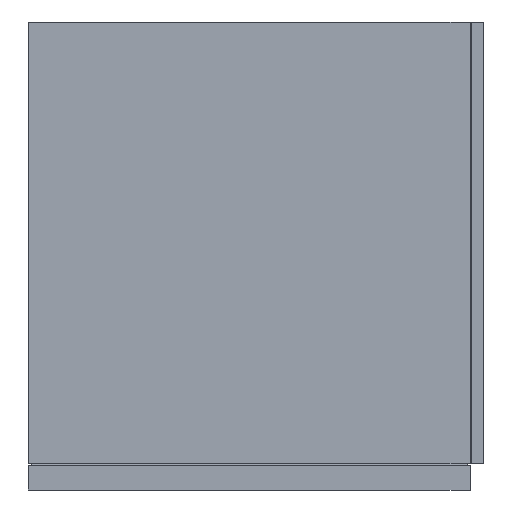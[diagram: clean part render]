
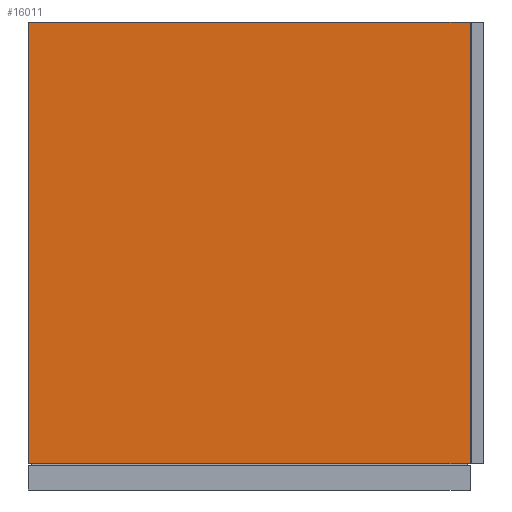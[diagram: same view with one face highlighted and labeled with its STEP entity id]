
A CAD part, left-side view. The second image highlights one B-rep face of the part: STEP entity #16011.
In plain terms, the highlighted face is planar.
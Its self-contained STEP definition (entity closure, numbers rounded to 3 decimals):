
#752 = VECTOR ( 'NONE', #5324, 1000. ) ;
#769 = LINE ( 'NONE', #5323, #752 ) ;
#782 = LINE ( 'NONE', #2038, #784 ) ;
#784 = VECTOR ( 'NONE', #2039, 1000. ) ;
#1692 = DIRECTION ( 'NONE',  ( -1., 0., 0. ) ) ;
#1825 = VERTEX_POINT ( 'NONE', #17776 ) ;
#1829 = VERTEX_POINT ( 'NONE', #17783 ) ;
#1830 = VERTEX_POINT ( 'NONE', #17785 ) ;
#1831 = VERTEX_POINT ( 'NONE', #17786 ) ;
#2038 = CARTESIAN_POINT ( 'NONE',  ( 0., 101.6, 0. ) ) ;
#2039 = DIRECTION ( 'NONE',  ( 0., -1., 0. ) ) ;
#4752 = CARTESIAN_POINT ( 'NONE',  ( 203.2, 101.6, 0. ) ) ;
#4753 = DIRECTION ( 'NONE',  ( 0., -1., 0. ) ) ;
#4816 = CARTESIAN_POINT ( 'NONE',  ( 101.6, 203.2, 0. ) ) ;
#5323 = CARTESIAN_POINT ( 'NONE',  ( 101.6, 0., 0. ) ) ;
#5324 = DIRECTION ( 'NONE',  ( -1., 0., 0. ) ) ;
#5687 = FACE_OUTER_BOUND ( 'NONE', #13115, .T. ) ;
#6041 = LINE ( 'NONE', #4816, #6046 ) ;
#6046 = VECTOR ( 'NONE', #1692, 1000. ) ;
#6706 = ORIENTED_EDGE ( 'NONE', *, *, #8865, .T. ) ;
#6711 = ORIENTED_EDGE ( 'NONE', *, *, #8635, .T. ) ;
#6712 = ORIENTED_EDGE ( 'NONE', *, *, #8650, .F. ) ;
#6713 = ORIENTED_EDGE ( 'NONE', *, *, #8897, .F. ) ;
#7018 = VECTOR ( 'NONE', #4753, 1000. ) ;
#7061 = LINE ( 'NONE', #4752, #7018 ) ;
#7935 = AXIS2_PLACEMENT_3D ( 'NONE', #16966, #16967, #16968 ) ;
#8635 = EDGE_CURVE ( 'NONE', #1830, #1831, #769, .T. ) ;
#8650 = EDGE_CURVE ( 'NONE', #1829, #1831, #782, .T. ) ;
#8865 = EDGE_CURVE ( 'NONE', #1825, #1830, #7061, .T. ) ;
#8897 = EDGE_CURVE ( 'NONE', #1825, #1829, #6041, .T. ) ;
#13115 = EDGE_LOOP ( 'NONE', ( #6711, #6712, #6713, #6706 ) ) ;
#16011 = ADVANCED_FACE ( 'NONE', ( #5687 ), #16965, .F. ) ;
#16965 = PLANE ( 'NONE',  #7935 ) ;
#16966 = CARTESIAN_POINT ( 'NONE',  ( 101.6, 101.6, 0. ) ) ;
#16967 = DIRECTION ( 'NONE',  ( 0., 0., 1. ) ) ;
#16968 = DIRECTION ( 'NONE',  ( 1., 0., 0. ) ) ;
#17776 = CARTESIAN_POINT ( 'NONE',  ( 203.2, 203.2, 0. ) ) ;
#17783 = CARTESIAN_POINT ( 'NONE',  ( 0., 203.2, 0. ) ) ;
#17785 = CARTESIAN_POINT ( 'NONE',  ( 203.2, 0., 0. ) ) ;
#17786 = CARTESIAN_POINT ( 'NONE',  ( 0., 0., 0. ) ) ;
